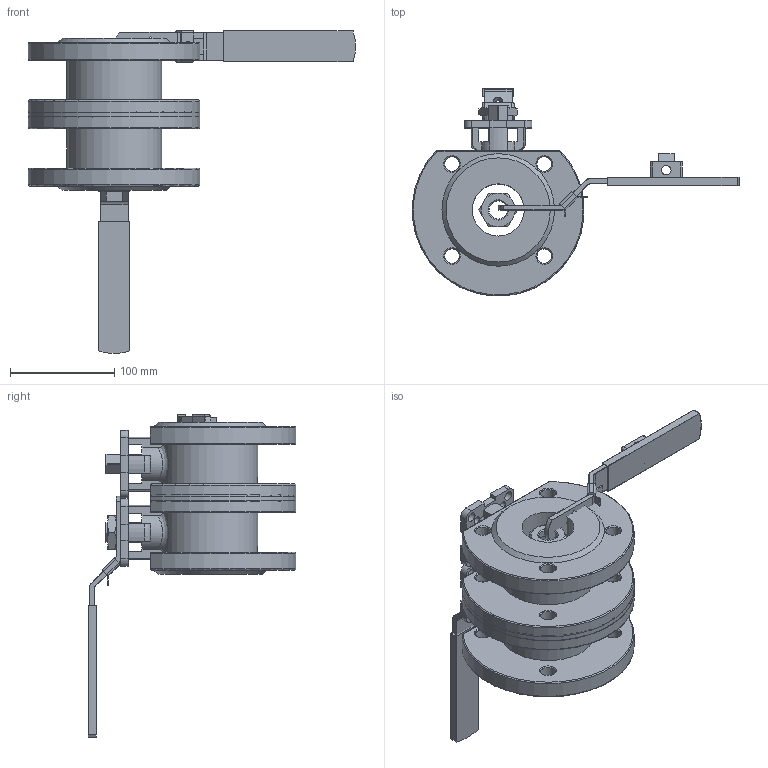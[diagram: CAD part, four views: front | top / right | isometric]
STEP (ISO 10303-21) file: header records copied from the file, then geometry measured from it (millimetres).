
FILE_DESCRIPTION( ( 'Unknown' ), '1' );
FILE_NAME( '8.440.050.stp', 'Unknown', ( 'Unknown' ), ( 'Unknown' ), 'PSStep 13.0', 'Unknown', ' ' );
FILE_SCHEMA( ( 'AUTOMOTIVE_DESIGN { 1 0 10303 214 1 1 1 1 }' ) );
Length unit declared in the file: millimetre
Products named in the file (7): Handhebel DN50; Assem1; g; HebelDN50; Lasche Hebel 050; T1; MutterM20
Bounding box: 313.75 x 199.39 x 309.74 mm (x, y, z)
Volume: 1883414.9 mm3; surface area: 328345 mm2
Topology: 13 solids, 13 shells, 436 faces, 1180 edges, 762 vertices
Faces by surface type: plane 223, cylinder 133, cone 64, torus 12, bspline 4
Full cylindrical faces by diameter (mm): 7 x8, 9 x20, 14 x16, 17.5 x2, 19.5 x2, 24.8 x2, 41 x2, 50 x2
Entity records: 11260 total; most frequent: CARTESIAN_POINT 4835, DIRECTION 980, ORIENTED_EDGE 950, EDGE_CURVE 475, AXIS2_PLACEMENT_3D 356, VERTEX_POINT 335, EDGE_LOOP 290, LINE 268
